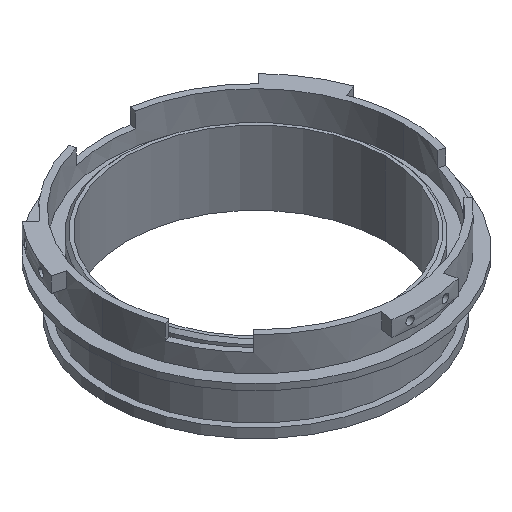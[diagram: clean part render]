
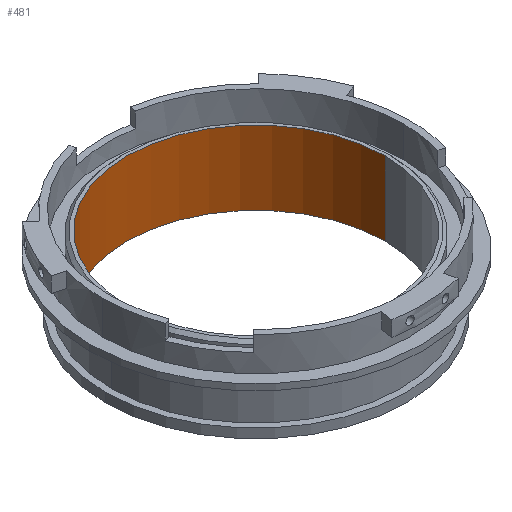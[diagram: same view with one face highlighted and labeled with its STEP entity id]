
A CAD part, isometric view. The second image highlights one B-rep face of the part: STEP entity #481.
In plain terms, the highlighted cylindrical face has radius 42 mm (diameter 84 mm), a partial arc.
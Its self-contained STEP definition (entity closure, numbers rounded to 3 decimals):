
#74 = VERTEX_POINT ( 'NONE', #2076 ) ;
#186 = ORIENTED_EDGE ( 'NONE', *, *, #1247, .T. ) ;
#269 = CIRCLE ( 'NONE', #2051, 42. ) ;
#288 = EDGE_CURVE ( 'NONE', #1667, #74, #2375, .T. ) ;
#315 = EDGE_LOOP ( 'NONE', ( #511, #1670, #1223, #186 ) ) ;
#437 = AXIS2_PLACEMENT_3D ( 'NONE', #1543, #1578, #1596 ) ;
#440 = EDGE_CURVE ( 'NONE', #660, #1390, #2173, .T. ) ;
#481 = ADVANCED_FACE ( 'NONE', ( #2101 ), #2082, .F. ) ;
#511 = ORIENTED_EDGE ( 'NONE', *, *, #288, .F. ) ;
#626 = CARTESIAN_POINT ( 'NONE',  ( 42., 0., -6. ) ) ;
#660 = VERTEX_POINT ( 'NONE', #2169 ) ;
#809 = DIRECTION ( 'NONE',  ( -1., 0., 0. ) ) ;
#811 = DIRECTION ( 'NONE',  ( 0., 0., -1. ) ) ;
#812 = CARTESIAN_POINT ( 'NONE',  ( 0., 0., -6. ) ) ;
#827 = CARTESIAN_POINT ( 'NONE',  ( -42., 0., -30. ) ) ;
#1006 = DIRECTION ( 'NONE',  ( -1., 0., 0. ) ) ;
#1009 = DIRECTION ( 'NONE',  ( 0., 0., -1. ) ) ;
#1010 = CARTESIAN_POINT ( 'NONE',  ( 0., 0., -30. ) ) ;
#1175 = AXIS2_PLACEMENT_3D ( 'NONE', #812, #811, #809 ) ;
#1223 = ORIENTED_EDGE ( 'NONE', *, *, #440, .T. ) ;
#1247 = EDGE_CURVE ( 'NONE', #1390, #74, #269, .T. ) ;
#1387 = EDGE_CURVE ( 'NONE', #660, #1667, #2139, .T. ) ;
#1390 = VERTEX_POINT ( 'NONE', #827 ) ;
#1543 = CARTESIAN_POINT ( 'NONE',  ( 0., 0., -6. ) ) ;
#1548 = CARTESIAN_POINT ( 'NONE',  ( -42., 0., -6. ) ) ;
#1563 = DIRECTION ( 'NONE',  ( 0., 0., -1. ) ) ;
#1578 = DIRECTION ( 'NONE',  ( 0., 0., -1. ) ) ;
#1596 = DIRECTION ( 'NONE',  ( -1., 0., 0. ) ) ;
#1641 = DIRECTION ( 'NONE',  ( 0., 0., -1. ) ) ;
#1643 = CARTESIAN_POINT ( 'NONE',  ( 42., 0., -6. ) ) ;
#1667 = VERTEX_POINT ( 'NONE', #626 ) ;
#1670 = ORIENTED_EDGE ( 'NONE', *, *, #1387, .F. ) ;
#2051 = AXIS2_PLACEMENT_3D ( 'NONE', #1010, #1009, #1006 ) ;
#2076 = CARTESIAN_POINT ( 'NONE',  ( 42., 0., -30. ) ) ;
#2082 = CYLINDRICAL_SURFACE ( 'NONE', #437, 42. ) ;
#2101 = FACE_OUTER_BOUND ( 'NONE', #315, .T. ) ;
#2139 = CIRCLE ( 'NONE', #1175, 42. ) ;
#2165 = VECTOR ( 'NONE', #1563, 1000. ) ;
#2169 = CARTESIAN_POINT ( 'NONE',  ( -42., 0., -6. ) ) ;
#2173 = LINE ( 'NONE', #1548, #2165 ) ;
#2343 = VECTOR ( 'NONE', #1641, 1000. ) ;
#2375 = LINE ( 'NONE', #1643, #2343 ) ;
